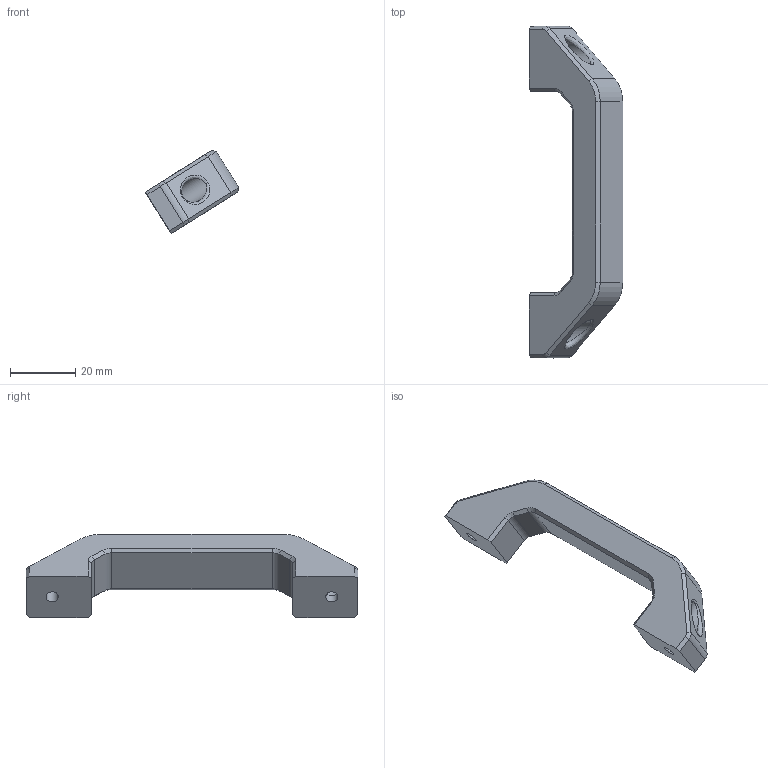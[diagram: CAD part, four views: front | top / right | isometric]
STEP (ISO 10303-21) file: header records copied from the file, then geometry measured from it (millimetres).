
FILE_DESCRIPTION(/* description */ (''),/* implementation_level */ '2;1');
FILE_NAME(/* name */ 'Window_Handle.step',/* time_stamp */ '2021-08-05T09:21:19-05:00',/* author */ (''),/* organization */ (''),/* preprocessor_version */ 'ST-DEVELOPER v18.1',/* originating_system */ 'Autodesk Translation Framework v10.9.0.1377',/* authorisation */ '');
FILE_SCHEMA (('AUTOMOTIVE_DESIGN { 1 0 10303 214 3 1 1 }'));
Length unit declared in the file: millimetre
Products named in the file (1): Window_Handle
Bounding box: 28.62 x 101.5 x 25.46 mm (x, y, z)
Volume: 18049.8 mm3; surface area: 6509.9 mm2
Topology: 1 solids, 1 shells, 66 faces, 152 edges, 90 vertices
Faces by surface type: plane 36, cone 16, cylinder 12, bspline 2
Full cylindrical faces by diameter (mm): 3.7 x2, 7 x2
Entity records: 2085 total; most frequent: CARTESIAN_POINT 531, DIRECTION 326, ORIENTED_EDGE 304, EDGE_CURVE 152, AXIS2_PLACEMENT_3D 109, LINE 108, VECTOR 108, VERTEX_POINT 90
